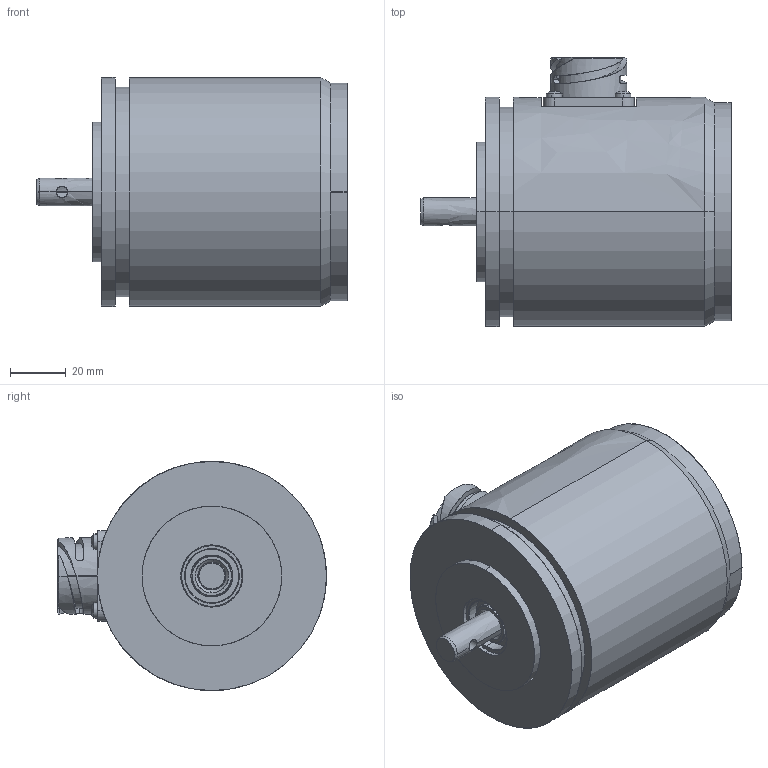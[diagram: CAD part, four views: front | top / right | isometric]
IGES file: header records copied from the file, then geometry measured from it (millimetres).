
Start section: SolidWorks IGES file using analytic representation for surfaces
Global section: file name: AWS-360-ZE10.IGS; native system: SolidWorks 2011; preprocessor: SolidWorks 2011; author: Thiel; date: 120921.100016; units: millimetre
Bounding box: 111.05 x 96.24 x 82 mm (x, y, z)
Surface area: 40987.3 mm2 (no closed solid volume)
Topology: 0 solids, 0 shells, 208 faces, 3233 edges, 3233 vertices
Faces by surface type: bspline 115, revolution 93
